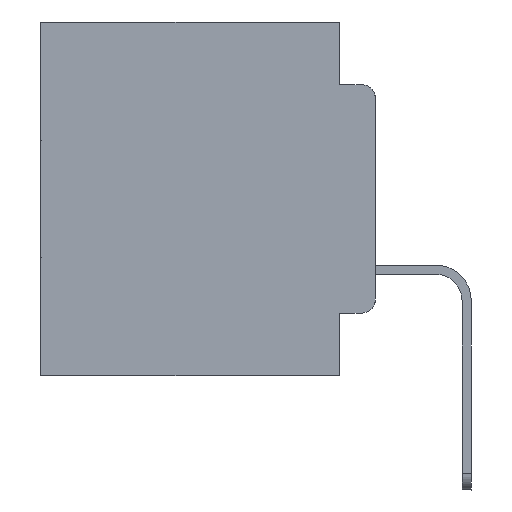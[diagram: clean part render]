
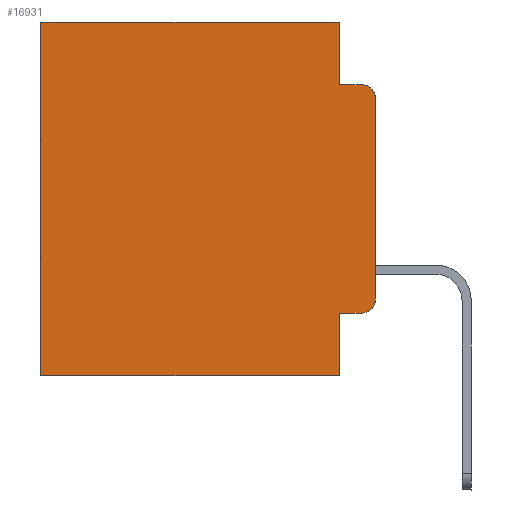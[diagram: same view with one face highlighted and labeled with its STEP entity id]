
A CAD part, left-side view. The second image highlights one B-rep face of the part: STEP entity #16931.
In plain terms, the highlighted planar face has unit normal (-1, 0, 0).
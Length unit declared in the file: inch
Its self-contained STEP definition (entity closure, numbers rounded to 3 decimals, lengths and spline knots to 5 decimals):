
#143 = VERTEX_POINT ( 'NONE', #28747 ) ;
#180 = CARTESIAN_POINT ( 'NONE',  ( 0.298, 0.051, -0.5 ) ) ;
#325 = VERTEX_POINT ( 'NONE', #12873 ) ;
#506 = DIRECTION ( 'NONE',  ( 0., 0., -1. ) ) ;
#627 = EDGE_CURVE ( 'NONE', #26594, #28535, #18881, .T. ) ;
#1288 = EDGE_CURVE ( 'NONE', #28535, #7408, #17770, .T. ) ;
#1568 = DIRECTION ( 'NONE',  ( -1., 0., 0. ) ) ;
#2027 = CARTESIAN_POINT ( 'NONE',  ( 0.298, 0.473, -0.5 ) ) ;
#2028 = CARTESIAN_POINT ( 'NONE',  ( 0.298, 0.051, -0.4115 ) ) ;
#3563 = VERTEX_POINT ( 'NONE', #2027 ) ;
#5050 = DIRECTION ( 'NONE',  ( 0., 0., -1. ) ) ;
#5131 = VERTEX_POINT ( 'NONE', #180 ) ;
#5322 = CIRCLE ( 'NONE', #19626, 0.02 ) ;
#5452 = LINE ( 'NONE', #8927, #19212 ) ;
#5723 = CARTESIAN_POINT ( 'NONE',  ( 0.298, 0.051, -0.0885 ) ) ;
#7408 = VERTEX_POINT ( 'NONE', #10391 ) ;
#7460 = CARTESIAN_POINT ( 'NONE',  ( 0.298, 0.02, -0.1085 ) ) ;
#8074 = VERTEX_POINT ( 'NONE', #8413 ) ;
#8413 = CARTESIAN_POINT ( 'NONE',  ( 0.298, 0., -0.3915 ) ) ;
#8927 = CARTESIAN_POINT ( 'NONE',  ( 0.298, 0.473, 0. ) ) ;
#9032 = EDGE_CURVE ( 'NONE', #325, #8074, #22057, .T. ) ;
#9272 = ORIENTED_EDGE ( 'NONE', *, *, #16193, .T. ) ;
#9466 = EDGE_CURVE ( 'NONE', #15200, #143, #29129, .T. ) ;
#9469 = DIRECTION ( 'NONE',  ( 1., 0., 0. ) ) ;
#9556 = EDGE_CURVE ( 'NONE', #24120, #3563, #5452, .T. ) ;
#9638 = ORIENTED_EDGE ( 'NONE', *, *, #627, .F. ) ;
#9667 = VECTOR ( 'NONE', #10252, 39.37008 ) ;
#9822 = DIRECTION ( 'NONE',  ( 0., 0., -1. ) ) ;
#9947 = ORIENTED_EDGE ( 'NONE', *, *, #27243, .T. ) ;
#10252 = DIRECTION ( 'NONE',  ( 0., -1., 0. ) ) ;
#10391 = CARTESIAN_POINT ( 'NONE',  ( 0.298, 0.02, -0.0885 ) ) ;
#10522 = CARTESIAN_POINT ( 'NONE',  ( 0.298, 0.02, -0.3915 ) ) ;
#10808 = VECTOR ( 'NONE', #25986, 39.37008 ) ;
#12231 = EDGE_CURVE ( 'NONE', #15200, #5131, #27215, .T. ) ;
#12767 = CARTESIAN_POINT ( 'NONE',  ( 0.298, 0.051, -0.0885 ) ) ;
#12873 = CARTESIAN_POINT ( 'NONE',  ( 0.298, 0., -0.1085 ) ) ;
#13289 = LINE ( 'NONE', #21425, #10808 ) ;
#13506 = DIRECTION ( 'NONE',  ( 0., 0., -1. ) ) ;
#14232 = CARTESIAN_POINT ( 'NONE',  ( 0.298, 0., 0. ) ) ;
#14510 = ORIENTED_EDGE ( 'NONE', *, *, #9032, .F. ) ;
#14774 = EDGE_CURVE ( 'NONE', #5131, #3563, #19659, .T. ) ;
#15200 = VERTEX_POINT ( 'NONE', #26913 ) ;
#15732 = CIRCLE ( 'NONE', #19586, 0.02 ) ;
#15928 = ORIENTED_EDGE ( 'NONE', *, *, #9556, .T. ) ;
#16193 = EDGE_CURVE ( 'NONE', #26594, #24120, #13289, .T. ) ;
#16408 = EDGE_LOOP ( 'NONE', ( #14510, #9947, #21822, #9638, #9272, #15928, #18398, #20325, #20061, #19630 ) ) ;
#16931 = ADVANCED_FACE ( 'NONE', ( #17425 ), #25457, .F. ) ;
#17323 = VECTOR ( 'NONE', #24818, 39.37008 ) ;
#17336 = DIRECTION ( 'NONE',  ( 0., 0., -1. ) ) ;
#17425 = FACE_OUTER_BOUND ( 'NONE', #16408, .T. ) ;
#17770 = LINE ( 'NONE', #5723, #9667 ) ;
#17789 = DIRECTION ( 'NONE',  ( 0., 0., -1. ) ) ;
#18195 = CARTESIAN_POINT ( 'NONE',  ( 0.298, 0.051, 0. ) ) ;
#18398 = ORIENTED_EDGE ( 'NONE', *, *, #14774, .F. ) ;
#18881 = LINE ( 'NONE', #18195, #23459 ) ;
#19212 = VECTOR ( 'NONE', #17789, 39.37008 ) ;
#19586 = AXIS2_PLACEMENT_3D ( 'NONE', #10522, #1568, #17336 ) ;
#19626 = AXIS2_PLACEMENT_3D ( 'NONE', #7460, #25516, #9822 ) ;
#19630 = ORIENTED_EDGE ( 'NONE', *, *, #24744, .T. ) ;
#19659 = LINE ( 'NONE', #22989, #24257 ) ;
#20061 = ORIENTED_EDGE ( 'NONE', *, *, #9466, .T. ) ;
#20325 = ORIENTED_EDGE ( 'NONE', *, *, #12231, .F. ) ;
#20902 = CARTESIAN_POINT ( 'NONE',  ( 0.298, 0.051, 0. ) ) ;
#20930 = DIRECTION ( 'NONE',  ( 0., 1., 0. ) ) ;
#21425 = CARTESIAN_POINT ( 'NONE',  ( 0.298, 0., 0. ) ) ;
#21822 = ORIENTED_EDGE ( 'NONE', *, *, #1288, .F. ) ;
#22057 = LINE ( 'NONE', #25250, #28074 ) ;
#22726 = CARTESIAN_POINT ( 'NONE',  ( 0.298, 0.051, 0. ) ) ;
#22989 = CARTESIAN_POINT ( 'NONE',  ( 0.298, 0., -0.5 ) ) ;
#23114 = VECTOR ( 'NONE', #24809, 39.37008 ) ;
#23459 = VECTOR ( 'NONE', #13506, 39.37008 ) ;
#23983 = CARTESIAN_POINT ( 'NONE',  ( 0.298, 0.473, 0. ) ) ;
#24120 = VERTEX_POINT ( 'NONE', #23983 ) ;
#24257 = VECTOR ( 'NONE', #20930, 39.37008 ) ;
#24744 = EDGE_CURVE ( 'NONE', #143, #8074, #15732, .T. ) ;
#24809 = DIRECTION ( 'NONE',  ( 0., -1., 0. ) ) ;
#24818 = DIRECTION ( 'NONE',  ( 0., 0., -1. ) ) ;
#25250 = CARTESIAN_POINT ( 'NONE',  ( 0.298, 0., 0. ) ) ;
#25457 = PLANE ( 'NONE',  #29072 ) ;
#25516 = DIRECTION ( 'NONE',  ( -1., 0., 0. ) ) ;
#25986 = DIRECTION ( 'NONE',  ( 0., 1., 0. ) ) ;
#26594 = VERTEX_POINT ( 'NONE', #20902 ) ;
#26913 = CARTESIAN_POINT ( 'NONE',  ( 0.298, 0.051, -0.4115 ) ) ;
#27215 = LINE ( 'NONE', #22726, #17323 ) ;
#27243 = EDGE_CURVE ( 'NONE', #325, #7408, #5322, .T. ) ;
#28074 = VECTOR ( 'NONE', #506, 39.37008 ) ;
#28535 = VERTEX_POINT ( 'NONE', #12767 ) ;
#28747 = CARTESIAN_POINT ( 'NONE',  ( 0.298, 0.02, -0.4115 ) ) ;
#29072 = AXIS2_PLACEMENT_3D ( 'NONE', #14232, #9469, #5050 ) ;
#29129 = LINE ( 'NONE', #2028, #23114 ) ;
